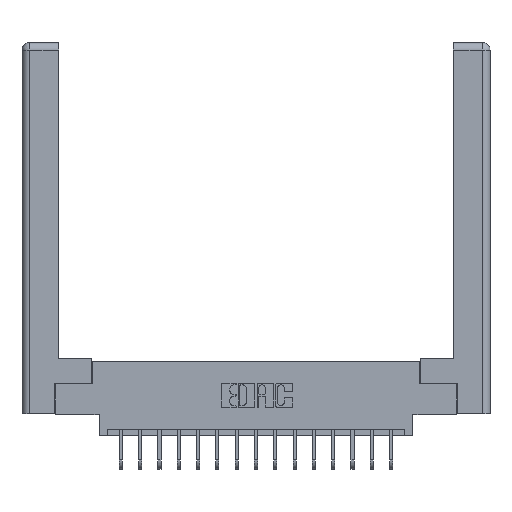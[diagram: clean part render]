
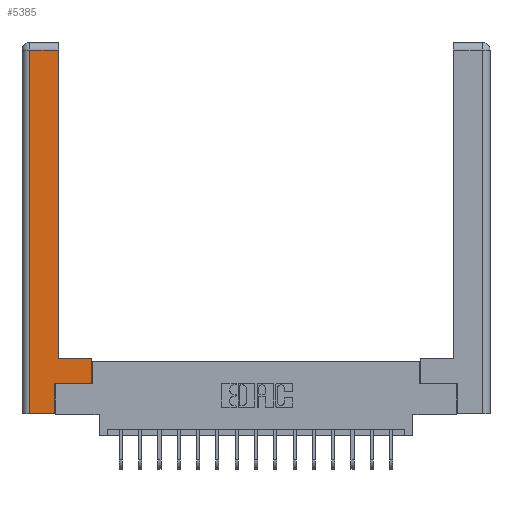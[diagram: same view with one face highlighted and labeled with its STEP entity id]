
A CAD part, top view. The second image highlights one B-rep face of the part: STEP entity #5385.
In plain terms, the highlighted planar face has unit normal (0, 0, 1).
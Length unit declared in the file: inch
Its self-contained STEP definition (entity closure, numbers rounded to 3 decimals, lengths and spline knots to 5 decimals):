
#119 = VERTEX_POINT ( 'NONE', #15077 ) ;
#173 = DIRECTION ( 'NONE',  ( 0., 1., 0. ) ) ;
#204 = CARTESIAN_POINT ( 'NONE',  ( 0.0615, 0., 0. ) ) ;
#248 = VERTEX_POINT ( 'NONE', #10874 ) ;
#524 = VECTOR ( 'NONE', #1322, 39.37008 ) ;
#1172 = PLANE ( 'NONE',  #7439 ) ;
#1322 = DIRECTION ( 'NONE',  ( 1., 0., 0. ) ) ;
#1415 = VERTEX_POINT ( 'NONE', #9560 ) ;
#1485 = ORIENTED_EDGE ( 'NONE', *, *, #5666, .T. ) ;
#1830 = DIRECTION ( 'NONE',  ( 0., -1., 0. ) ) ;
#2389 = DIRECTION ( 'NONE',  ( -1., 0., 0. ) ) ;
#2750 = DIRECTION ( 'NONE',  ( -1., 0., 0. ) ) ;
#2783 = VERTEX_POINT ( 'NONE', #16689 ) ;
#2885 = LINE ( 'NONE', #7298, #10919 ) ;
#3340 = ORIENTED_EDGE ( 'NONE', *, *, #9045, .T. ) ;
#3343 = CARTESIAN_POINT ( 'NONE',  ( 0.0615, 0., 0. ) ) ;
#3401 = DIRECTION ( 'NONE',  ( 1., 0., 0. ) ) ;
#3462 = VERTEX_POINT ( 'NONE', #14239 ) ;
#3818 = VECTOR ( 'NONE', #5932, 39.37008 ) ;
#4707 = ORIENTED_EDGE ( 'NONE', *, *, #13441, .T. ) ;
#5169 = VECTOR ( 'NONE', #173, 39.37008 ) ;
#5385 = ADVANCED_FACE ( 'NONE', ( #7624 ), #1172, .F. ) ;
#5638 = EDGE_CURVE ( 'NONE', #3462, #1415, #8873, .T. ) ;
#5666 = EDGE_CURVE ( 'NONE', #11342, #7186, #16258, .T. ) ;
#5917 = VECTOR ( 'NONE', #3401, 39.37008 ) ;
#5932 = DIRECTION ( 'NONE',  ( 0., 1., 0. ) ) ;
#6246 = ORIENTED_EDGE ( 'NONE', *, *, #16277, .T. ) ;
#6362 = LINE ( 'NONE', #7840, #12715 ) ;
#6628 = ORIENTED_EDGE ( 'NONE', *, *, #10948, .T. ) ;
#7186 = VERTEX_POINT ( 'NONE', #204 ) ;
#7298 = CARTESIAN_POINT ( 'NONE',  ( 0.295, 3., 0. ) ) ;
#7439 = AXIS2_PLACEMENT_3D ( 'NONE', #16189, #17515, #2750 ) ;
#7624 = FACE_OUTER_BOUND ( 'NONE', #10418, .T. ) ;
#7840 = CARTESIAN_POINT ( 'NONE',  ( 0.0615, 2.94, 0. ) ) ;
#7858 = CARTESIAN_POINT ( 'NONE',  ( 0.565, 0.245, 0. ) ) ;
#8758 = LINE ( 'NONE', #14795, #5169 ) ;
#8873 = LINE ( 'NONE', #14024, #3818 ) ;
#9045 = EDGE_CURVE ( 'NONE', #15702, #2783, #8758, .T. ) ;
#9560 = CARTESIAN_POINT ( 'NONE',  ( 0.265, 0.245, 0. ) ) ;
#9878 = ORIENTED_EDGE ( 'NONE', *, *, #15051, .T. ) ;
#10041 = LINE ( 'NONE', #11603, #12159 ) ;
#10418 = EDGE_LOOP ( 'NONE', ( #4707, #6246, #1485, #6628, #15294, #9878, #3340, #16283 ) ) ;
#10811 = CARTESIAN_POINT ( 'NONE',  ( 0.565, 0.245, 0. ) ) ;
#10874 = CARTESIAN_POINT ( 'NONE',  ( 0.295, 2.94, 0. ) ) ;
#10919 = VECTOR ( 'NONE', #11253, 39.37008 ) ;
#10948 = EDGE_CURVE ( 'NONE', #7186, #3462, #11423, .T. ) ;
#11253 = DIRECTION ( 'NONE',  ( 0., 1., 0. ) ) ;
#11297 = LINE ( 'NONE', #10811, #524 ) ;
#11342 = VERTEX_POINT ( 'NONE', #15892 ) ;
#11423 = LINE ( 'NONE', #16550, #5917 ) ;
#11603 = CARTESIAN_POINT ( 'NONE',  ( 0.295, 0.45, 0. ) ) ;
#12159 = VECTOR ( 'NONE', #2389, 39.37008 ) ;
#12715 = VECTOR ( 'NONE', #17393, 39.37008 ) ;
#13441 = EDGE_CURVE ( 'NONE', #119, #248, #2885, .T. ) ;
#14024 = CARTESIAN_POINT ( 'NONE',  ( 0.265, 0.245, 0. ) ) ;
#14154 = EDGE_CURVE ( 'NONE', #2783, #119, #10041, .T. ) ;
#14239 = CARTESIAN_POINT ( 'NONE',  ( 0.265, 0., 0. ) ) ;
#14393 = VECTOR ( 'NONE', #1830, 39.37008 ) ;
#14795 = CARTESIAN_POINT ( 'NONE',  ( 0.565, 0.45, 0. ) ) ;
#15051 = EDGE_CURVE ( 'NONE', #1415, #15702, #11297, .T. ) ;
#15077 = CARTESIAN_POINT ( 'NONE',  ( 0.295, 0.45, 0. ) ) ;
#15294 = ORIENTED_EDGE ( 'NONE', *, *, #5638, .T. ) ;
#15702 = VERTEX_POINT ( 'NONE', #7858 ) ;
#15892 = CARTESIAN_POINT ( 'NONE',  ( 0.0615, 2.94, 0. ) ) ;
#16189 = CARTESIAN_POINT ( 'NONE',  ( 0., 0., 0. ) ) ;
#16258 = LINE ( 'NONE', #3343, #14393 ) ;
#16277 = EDGE_CURVE ( 'NONE', #248, #11342, #6362, .T. ) ;
#16283 = ORIENTED_EDGE ( 'NONE', *, *, #14154, .T. ) ;
#16550 = CARTESIAN_POINT ( 'NONE',  ( 0.265, 0., 0. ) ) ;
#16689 = CARTESIAN_POINT ( 'NONE',  ( 0.565, 0.45, 0. ) ) ;
#17393 = DIRECTION ( 'NONE',  ( -1., 0., 0. ) ) ;
#17515 = DIRECTION ( 'NONE',  ( 0., 0., -1. ) ) ;
